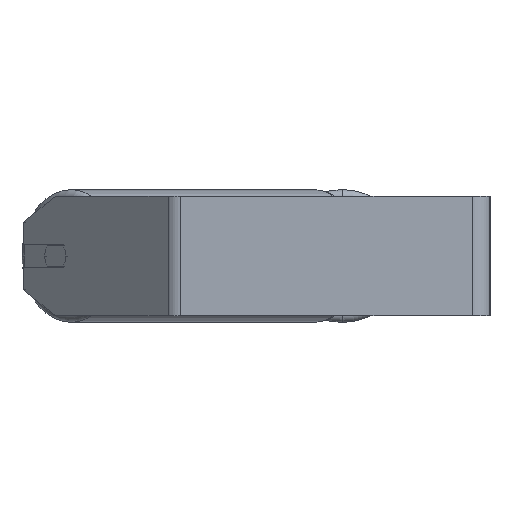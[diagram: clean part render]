
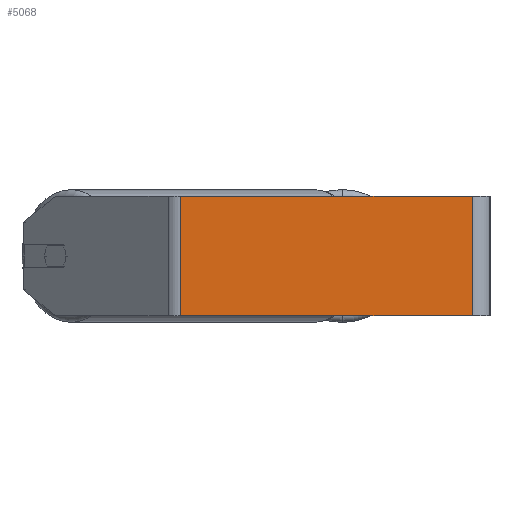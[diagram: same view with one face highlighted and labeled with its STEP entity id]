
A CAD part, left-side view. The second image highlights one B-rep face of the part: STEP entity #5068.
In plain terms, the highlighted planar face has unit normal (-1, 0, 0).
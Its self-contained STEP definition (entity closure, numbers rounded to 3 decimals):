
#163 = VECTOR ( 'NONE', #1090, 1000. ) ;
#587 = VECTOR ( 'NONE', #7324, 1000. ) ;
#596 = LINE ( 'NONE', #5987, #163 ) ;
#701 = LINE ( 'NONE', #1321, #6696 ) ;
#760 = VERTEX_POINT ( 'NONE', #1857 ) ;
#1090 = DIRECTION ( 'NONE',  ( 0., -1., 0. ) ) ;
#1321 = CARTESIAN_POINT ( 'NONE',  ( -415., 207.21, 40. ) ) ;
#1515 = CARTESIAN_POINT ( 'NONE',  ( -415., 12., -40. ) ) ;
#1857 = CARTESIAN_POINT ( 'NONE',  ( -415., 12., 40. ) ) ;
#1979 = DIRECTION ( 'NONE',  ( 0., 0., -1. ) ) ;
#2038 = VECTOR ( 'NONE', #3651, 1000. ) ;
#2323 = EDGE_CURVE ( 'NONE', #3288, #760, #3381, .T. ) ;
#2949 = LINE ( 'NONE', #4319, #2038 ) ;
#3184 = VERTEX_POINT ( 'NONE', #3617 ) ;
#3288 = VERTEX_POINT ( 'NONE', #8314 ) ;
#3341 = CARTESIAN_POINT ( 'NONE',  ( -415., 212.181, 40. ) ) ;
#3381 = LINE ( 'NONE', #8124, #587 ) ;
#3617 = CARTESIAN_POINT ( 'NONE',  ( -415., 207.21, -40. ) ) ;
#3651 = DIRECTION ( 'NONE',  ( 0., 0., -1. ) ) ;
#4319 = CARTESIAN_POINT ( 'NONE',  ( -415., 12., 40. ) ) ;
#5013 = EDGE_CURVE ( 'NONE', #3184, #6179, #596, .T. ) ;
#5068 = ADVANCED_FACE ( 'NONE', ( #7485 ), #5446, .F. ) ;
#5402 = DIRECTION ( 'NONE',  ( 1., 0., 0. ) ) ;
#5446 = PLANE ( 'NONE',  #6092 ) ;
#5987 = CARTESIAN_POINT ( 'NONE',  ( -415., 212.181, -40. ) ) ;
#6054 = ORIENTED_EDGE ( 'NONE', *, *, #2323, .F. ) ;
#6092 = AXIS2_PLACEMENT_3D ( 'NONE', #3341, #5402, #6110 ) ;
#6110 = DIRECTION ( 'NONE',  ( 0., 0., -1. ) ) ;
#6179 = VERTEX_POINT ( 'NONE', #1515 ) ;
#6603 = ORIENTED_EDGE ( 'NONE', *, *, #6850, .T. ) ;
#6696 = VECTOR ( 'NONE', #1979, 1000. ) ;
#6850 = EDGE_CURVE ( 'NONE', #3288, #3184, #701, .T. ) ;
#7029 = EDGE_CURVE ( 'NONE', #760, #6179, #2949, .T. ) ;
#7033 = ORIENTED_EDGE ( 'NONE', *, *, #5013, .T. ) ;
#7152 = EDGE_LOOP ( 'NONE', ( #7033, #8534, #6054, #6603 ) ) ;
#7324 = DIRECTION ( 'NONE',  ( 0., -1., 0. ) ) ;
#7485 = FACE_OUTER_BOUND ( 'NONE', #7152, .T. ) ;
#8124 = CARTESIAN_POINT ( 'NONE',  ( -415., 212.181, 40. ) ) ;
#8314 = CARTESIAN_POINT ( 'NONE',  ( -415., 207.21, 40. ) ) ;
#8534 = ORIENTED_EDGE ( 'NONE', *, *, #7029, .F. ) ;
